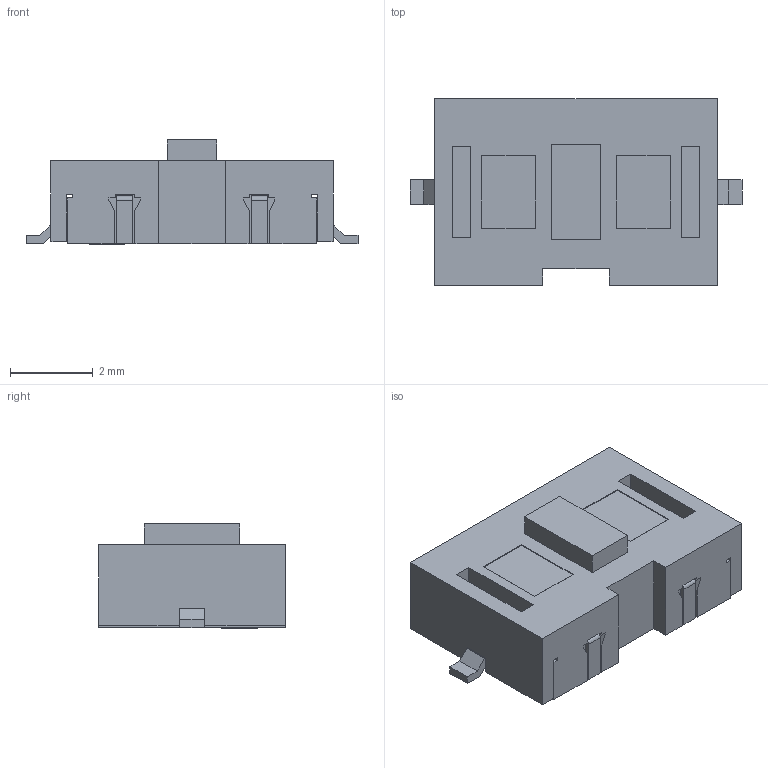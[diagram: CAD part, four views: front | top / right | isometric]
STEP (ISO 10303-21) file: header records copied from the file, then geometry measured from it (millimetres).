
FILE_DESCRIPTION((' '),'2;1');
FILE_NAME('TL3200AF160xxQ.stp','2017-07-19T16:18:54',(' '),(' '),' ','ACIS',' ');
FILE_SCHEMA(('CONFIG_CONTROL_DESIGN'));
Length unit declared in the file: inch
Products named in the file (1): TL3200AF160xxQ.stp
Bounding box: 8 x 4.5 x 2.51 mm (x, y, z)
Volume: 53 mm3; surface area: 188.7 mm2
Topology: 1 solids, 4 shells, 275 faces, 765 edges, 494 vertices
Faces by surface type: plane 227, cylinder 36, sphere 12
Entity records: 8697 total; most frequent: CARTESIAN_POINT 1520, ORIENTED_EDGE 1512, DIRECTION 1384, EDGE_CURVE 756, VECTOR 680, LINE 680, VERTEX_POINT 488, AXIS2_PLACEMENT_3D 352
